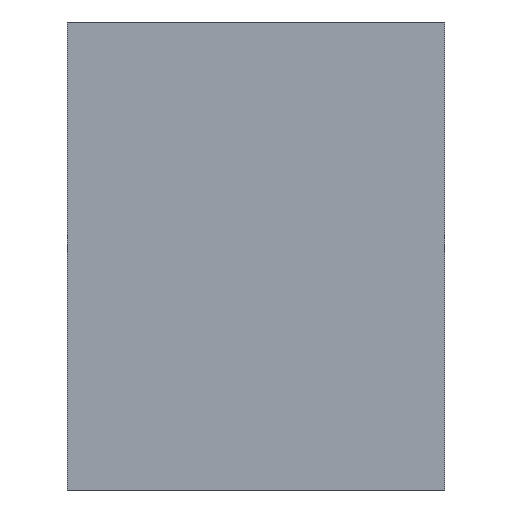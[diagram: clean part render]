
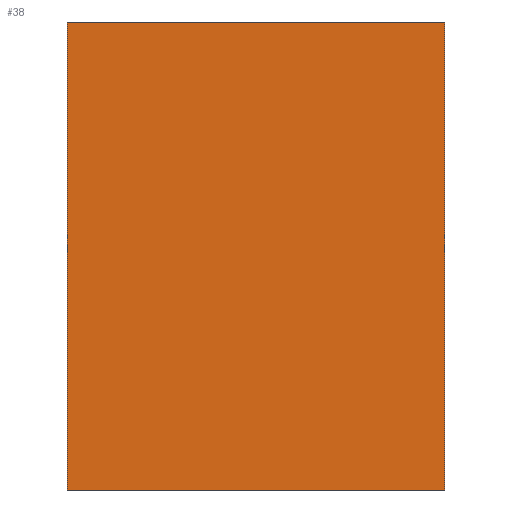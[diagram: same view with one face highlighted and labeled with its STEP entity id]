
A CAD part, front view. The second image highlights one B-rep face of the part: STEP entity #38.
In plain terms, the highlighted planar face has unit normal (0, -1, 0).
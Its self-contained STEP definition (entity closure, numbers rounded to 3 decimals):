
#38=ADVANCED_FACE('',(#50),#44,.T.);
#44=PLANE('',#131);
#50=FACE_OUTER_BOUND('',#56,.T.);
#56=EDGE_LOOP('',(#74,#75,#76,#77));
#74=ORIENTED_EDGE('',*,*,#95,.T.);
#75=ORIENTED_EDGE('',*,*,#93,.T.);
#76=ORIENTED_EDGE('',*,*,#101,.F.);
#77=ORIENTED_EDGE('',*,*,#97,.T.);
#83=VERTEX_POINT('',#162);
#85=VERTEX_POINT('',#166);
#87=VERTEX_POINT('',#172);
#88=VERTEX_POINT('',#176);
#93=EDGE_CURVE('',#83,#85,#105,.T.);
#95=EDGE_CURVE('',#87,#83,#107,.T.);
#97=EDGE_CURVE('',#88,#87,#109,.T.);
#101=EDGE_CURVE('',#88,#85,#113,.T.);
#105=LINE('',#167,#117);
#107=LINE('',#171,#119);
#109=LINE('',#175,#121);
#113=LINE('',#183,#125);
#117=VECTOR('',#138,1.);
#119=VECTOR('',#142,1.);
#121=VECTOR('',#146,1.);
#125=VECTOR('',#154,1.);
#131=AXIS2_PLACEMENT_3D('',#184,#155,#156);
#138=DIRECTION('',(0.,0.,-1.));
#142=DIRECTION('',(-1.,0.,0.));
#146=DIRECTION('',(0.,0.,1.));
#154=DIRECTION('',(-1.,0.,0.));
#155=DIRECTION('',(0.,-1.,0.));
#156=DIRECTION('',(0.,0.,-1.));
#162=CARTESIAN_POINT('',(-138.,105.,-11.));
#166=CARTESIAN_POINT('',(-138.,105.,-353.));
#167=CARTESIAN_POINT('',(-138.,105.,-11.));
#171=CARTESIAN_POINT('',(-1366.2,105.,-11.));
#172=CARTESIAN_POINT('',(138.,105.,-11.));
#175=CARTESIAN_POINT('',(138.,105.,-11.));
#176=CARTESIAN_POINT('',(138.,105.,-353.));
#183=CARTESIAN_POINT('',(-1366.2,105.,-353.));
#184=CARTESIAN_POINT('',(-1366.2,105.,-11.));
